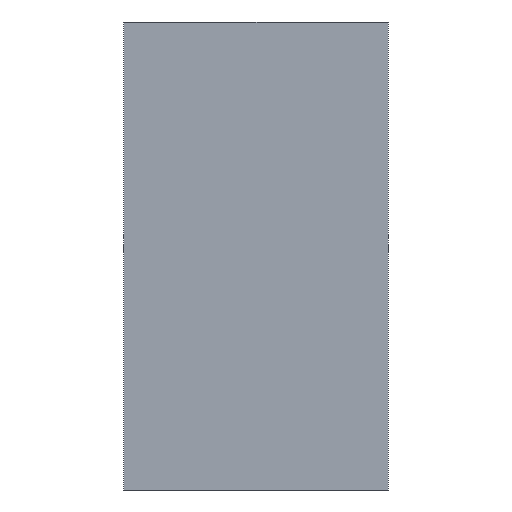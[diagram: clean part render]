
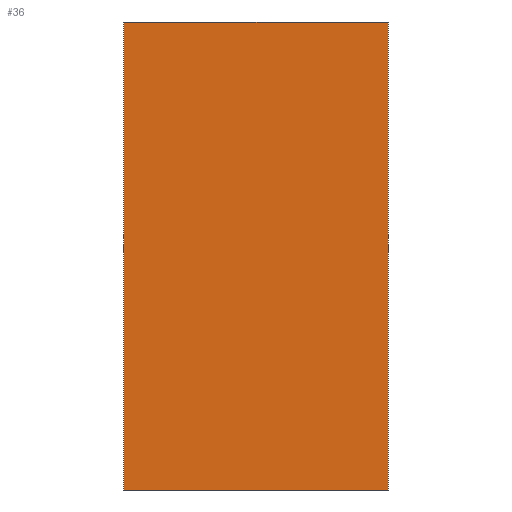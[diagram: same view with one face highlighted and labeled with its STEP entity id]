
A CAD part, left-side view. The second image highlights one B-rep face of the part: STEP entity #36.
In plain terms, the highlighted planar face has unit normal (-1, 0, 0).
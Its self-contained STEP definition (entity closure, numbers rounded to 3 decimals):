
#36 = ADVANCED_FACE( '', ( #73 ), #74, .F. );
#73 = FACE_OUTER_BOUND( '', #110, .T. );
#74 = PLANE( '', #111 );
#110 = EDGE_LOOP( '', ( #151, #152, #153, #154 ) );
#111 = AXIS2_PLACEMENT_3D( '', #155, #156, #157 );
#151 = ORIENTED_EDGE( '', *, *, #208, .T. );
#152 = ORIENTED_EDGE( '', *, *, #209, .F. );
#153 = ORIENTED_EDGE( '', *, *, #200, .F. );
#154 = ORIENTED_EDGE( '', *, *, #210, .T. );
#155 = CARTESIAN_POINT( '', ( -223., 21.5, 76. ) );
#156 = DIRECTION( '', ( 1., 0., 0. ) );
#157 = DIRECTION( '', ( 0., 1., 0. ) );
#200 = EDGE_CURVE( '', #226, #228, #229, .T. );
#208 = EDGE_CURVE( '', #240, #241, #242, .T. );
#209 = EDGE_CURVE( '', #228, #241, #243, .T. );
#210 = EDGE_CURVE( '', #226, #240, #244, .T. );
#226 = VERTEX_POINT( '', #262 );
#228 = VERTEX_POINT( '', #265 );
#229 = LINE( '', #266, #267 );
#240 = VERTEX_POINT( '', #283 );
#241 = VERTEX_POINT( '', #284 );
#242 = LINE( '', #285, #286 );
#243 = LINE( '', #287, #288 );
#244 = LINE( '', #289, #290 );
#262 = CARTESIAN_POINT( '', ( -223., 21.5, 76. ) );
#265 = CARTESIAN_POINT( '', ( -223., -21.5, 76. ) );
#266 = CARTESIAN_POINT( '', ( -223., 21.5, 76. ) );
#267 = VECTOR( '', #311, 1000. );
#283 = CARTESIAN_POINT( '', ( -223., 21.5, 0. ) );
#284 = CARTESIAN_POINT( '', ( -223., -21.5, 0. ) );
#285 = CARTESIAN_POINT( '', ( -223., 21.5, 0. ) );
#286 = VECTOR( '', #317, 1000. );
#287 = CARTESIAN_POINT( '', ( -223., -21.5, 76. ) );
#288 = VECTOR( '', #318, 1000. );
#289 = CARTESIAN_POINT( '', ( -223., 21.5, 76. ) );
#290 = VECTOR( '', #319, 1000. );
#311 = DIRECTION( '', ( 0., -1., 0. ) );
#317 = DIRECTION( '', ( 0., -1., 0. ) );
#318 = DIRECTION( '', ( 0., 0., -1. ) );
#319 = DIRECTION( '', ( 0., 0., -1. ) );
